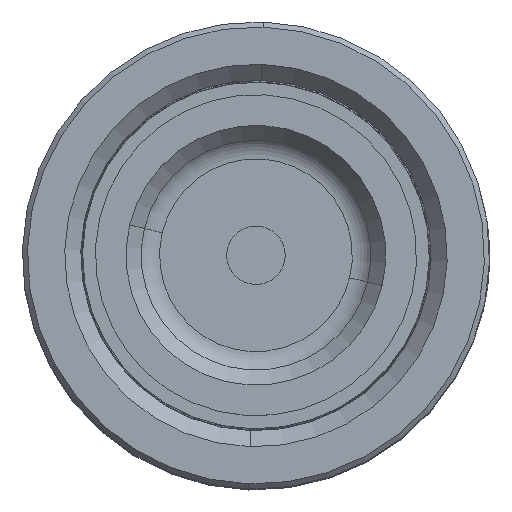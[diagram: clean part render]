
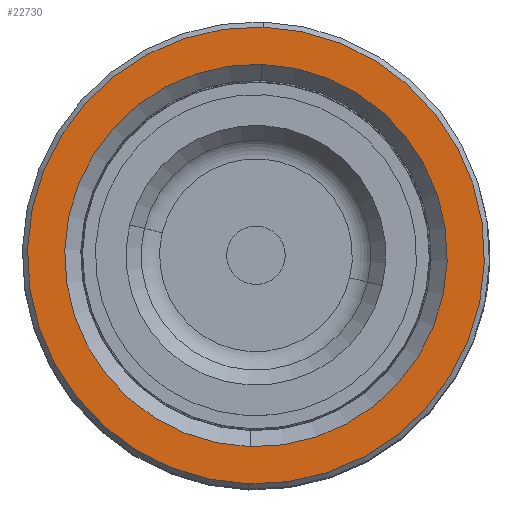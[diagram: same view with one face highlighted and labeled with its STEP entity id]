
A CAD part, top view. The second image highlights one B-rep face of the part: STEP entity #22730.
In plain terms, the highlighted planar face has unit normal (0, 0, 1).
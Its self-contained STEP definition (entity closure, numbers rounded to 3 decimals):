
#965 = EDGE_CURVE ( 'NONE', #46661, #4062, #21143, .T. ) ;
#2030 = CARTESIAN_POINT ( 'NONE',  ( 0., 0., 80. ) ) ;
#3870 = CIRCLE ( 'NONE', #9268, 26.2 ) ;
#4062 = VERTEX_POINT ( 'NONE', #20678 ) ;
#6091 = CARTESIAN_POINT ( 'NONE',  ( 0., 0., 80. ) ) ;
#6568 = DIRECTION ( 'NONE',  ( 0., 0., 1. ) ) ;
#6680 = CARTESIAN_POINT ( 'NONE',  ( 31.3, 0., 80. ) ) ;
#6716 = DIRECTION ( 'NONE',  ( 1., 0., 0. ) ) ;
#9268 = AXIS2_PLACEMENT_3D ( 'NONE', #33261, #25478, #25302 ) ;
#9991 = DIRECTION ( 'NONE',  ( 1., 0., 0. ) ) ;
#10234 = DIRECTION ( 'NONE',  ( 1., 0., 0. ) ) ;
#10320 = CARTESIAN_POINT ( 'NONE',  ( 0., 0., 80. ) ) ;
#10699 = AXIS2_PLACEMENT_3D ( 'NONE', #10320, #18960, #6716 ) ;
#10869 = EDGE_CURVE ( 'NONE', #13919, #25863, #40264, .T. ) ;
#10984 = CARTESIAN_POINT ( 'NONE',  ( 26.2, 0., 80. ) ) ;
#11229 = EDGE_LOOP ( 'NONE', ( #27035, #22684 ) ) ;
#13919 = VERTEX_POINT ( 'NONE', #10984 ) ;
#15764 = CARTESIAN_POINT ( 'NONE',  ( -26.2, 0., 80. ) ) ;
#16807 = ORIENTED_EDGE ( 'NONE', *, *, #965, .T. ) ;
#18960 = DIRECTION ( 'NONE',  ( 0., 0., 1. ) ) ;
#19747 = DIRECTION ( 'NONE',  ( 0., 0., -1. ) ) ;
#20189 = EDGE_CURVE ( 'NONE', #25863, #13919, #3870, .T. ) ;
#20678 = CARTESIAN_POINT ( 'NONE',  ( -31.3, 0., 80. ) ) ;
#21143 = CIRCLE ( 'NONE', #46371, 31.3 ) ;
#21859 = FACE_OUTER_BOUND ( 'NONE', #28466, .T. ) ;
#22684 = ORIENTED_EDGE ( 'NONE', *, *, #20189, .T. ) ;
#22730 = ADVANCED_FACE ( 'NONE', ( #21859, #26345 ), #47704, .T. ) ;
#23152 = CARTESIAN_POINT ( 'NONE',  ( 0., 0., 80. ) ) ;
#23687 = DIRECTION ( 'NONE',  ( 1., 0., 0. ) ) ;
#25302 = DIRECTION ( 'NONE',  ( 1., 0., 0. ) ) ;
#25478 = DIRECTION ( 'NONE',  ( 0., 0., -1. ) ) ;
#25863 = VERTEX_POINT ( 'NONE', #15764 ) ;
#26345 = FACE_BOUND ( 'NONE', #11229, .T. ) ;
#26697 = AXIS2_PLACEMENT_3D ( 'NONE', #23152, #19747, #23687 ) ;
#27035 = ORIENTED_EDGE ( 'NONE', *, *, #10869, .T. ) ;
#28466 = EDGE_LOOP ( 'NONE', ( #33972, #16807 ) ) ;
#28517 = EDGE_CURVE ( 'NONE', #4062, #46661, #51332, .T. ) ;
#33261 = CARTESIAN_POINT ( 'NONE',  ( 0., 0., 80. ) ) ;
#33972 = ORIENTED_EDGE ( 'NONE', *, *, #28517, .T. ) ;
#34939 = DIRECTION ( 'NONE',  ( 0., 0., 1. ) ) ;
#37433 = AXIS2_PLACEMENT_3D ( 'NONE', #2030, #6568, #9991 ) ;
#40264 = CIRCLE ( 'NONE', #26697, 26.2 ) ;
#46371 = AXIS2_PLACEMENT_3D ( 'NONE', #6091, #34939, #10234 ) ;
#46661 = VERTEX_POINT ( 'NONE', #6680 ) ;
#47704 = PLANE ( 'NONE',  #10699 ) ;
#51332 = CIRCLE ( 'NONE', #37433, 31.3 ) ;
